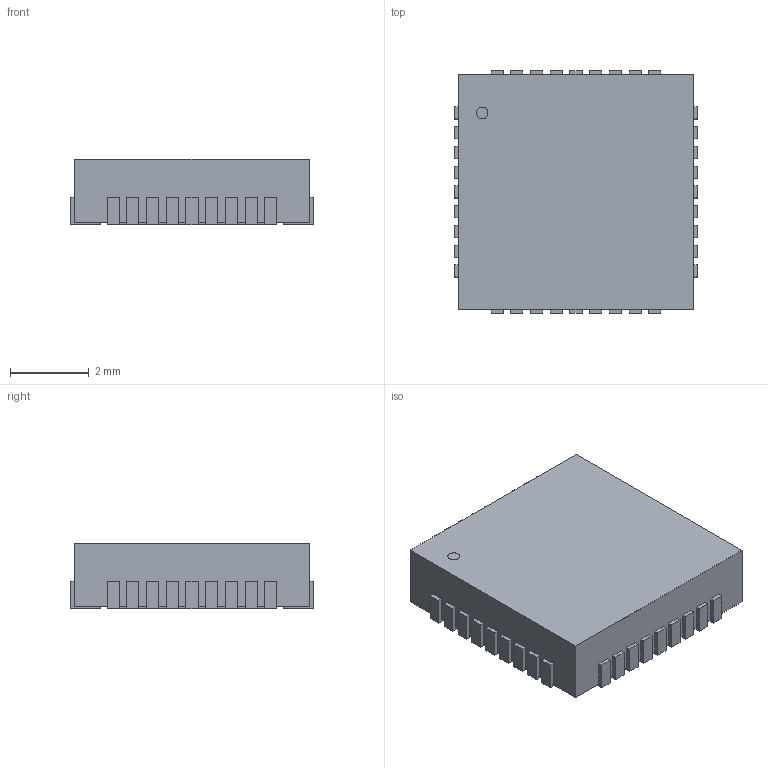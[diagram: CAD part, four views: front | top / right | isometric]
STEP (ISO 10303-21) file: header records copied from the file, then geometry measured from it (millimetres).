
FILE_DESCRIPTION(('STEP AP214'),'1');
FILE_NAME('QFN36_6X6MC_MCH','2024-03-27T10:39:05',(''),(''),'','','');
FILE_SCHEMA(('AUTOMOTIVE_DESIGN'));
Length unit declared in the file: millimetre
Products named in the file (1): product
Bounding box: 6.15 x 6.15 x 1.65 mm (x, y, z)
Volume: 58.4 mm3; surface area: 178.9 mm2
Topology: 39 solids, 39 shells, 303 faces, 675 edges, 450 vertices
Faces by surface type: plane 302, cylinder 1
Full cylindrical faces by diameter (mm): 0.297 x1
Entity records: 7933 total; most frequent: ORIENTED_EDGE 1348, DIRECTION 1286, CARTESIAN_POINT 757, EDGE_CURVE 674, LINE 672, VECTOR 672, VERTEX_POINT 450, AXIS2_PLACEMENT_3D 307
